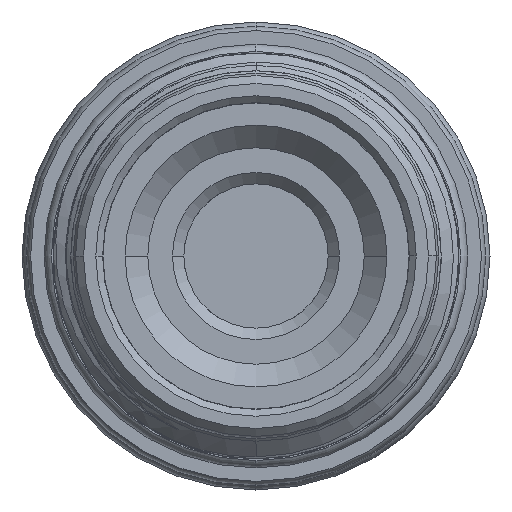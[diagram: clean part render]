
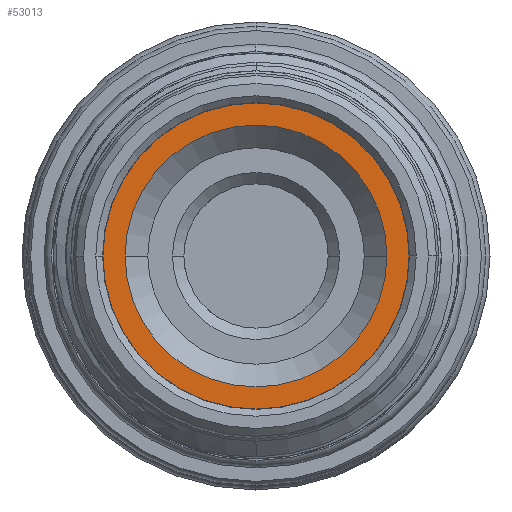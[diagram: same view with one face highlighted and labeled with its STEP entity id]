
A CAD part, left-side view. The second image highlights one B-rep face of the part: STEP entity #53013.
In plain terms, the highlighted planar face has unit normal (-1, 0, 0).
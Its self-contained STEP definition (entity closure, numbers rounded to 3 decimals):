
#242 = CIRCLE ( 'NONE', #33509, 11.525 ) ;
#2197 = CARTESIAN_POINT ( 'NONE',  ( -29.508, 11.525, 0. ) ) ;
#4315 = AXIS2_PLACEMENT_3D ( 'NONE', #9428, #44624, #49660 ) ;
#5519 = EDGE_CURVE ( 'NONE', #28164, #42170, #242, .T. ) ;
#9428 = CARTESIAN_POINT ( 'NONE',  ( -29.508, 0., 0. ) ) ;
#11495 = CIRCLE ( 'NONE', #4315, 13.47 ) ;
#13645 = EDGE_CURVE ( 'NONE', #42170, #28164, #19854, .T. ) ;
#13834 = DIRECTION ( 'NONE',  ( 1., 0., 0. ) ) ;
#15439 = DIRECTION ( 'NONE',  ( 0., -1., 0. ) ) ;
#19026 = CARTESIAN_POINT ( 'NONE',  ( -29.508, 13.47, 0. ) ) ;
#19149 = CARTESIAN_POINT ( 'NONE',  ( -29.508, 0., 0. ) ) ;
#19220 = CARTESIAN_POINT ( 'NONE',  ( -29.508, 0., -13.47 ) ) ;
#19854 = CIRCLE ( 'NONE', #60291, 11.525 ) ;
#20251 = VERTEX_POINT ( 'NONE', #52154 ) ;
#20723 = DIRECTION ( 'NONE',  ( 1., 0., 0. ) ) ;
#20944 = CARTESIAN_POINT ( 'NONE',  ( -29.508, 0., 0. ) ) ;
#23608 = DIRECTION ( 'NONE',  ( 1., 0., 0. ) ) ;
#28164 = VERTEX_POINT ( 'NONE', #2197 ) ;
#29403 = DIRECTION ( 'NONE',  ( 0., -1., 0. ) ) ;
#29629 = DIRECTION ( 'NONE',  ( 1., 0., 0. ) ) ;
#33509 = AXIS2_PLACEMENT_3D ( 'NONE', #19149, #23608, #39201 ) ;
#35892 = EDGE_LOOP ( 'NONE', ( #46891, #59492 ) ) ;
#36134 = EDGE_LOOP ( 'NONE', ( #38219, #44249 ) ) ;
#36171 = VERTEX_POINT ( 'NONE', #19026 ) ;
#37226 = CARTESIAN_POINT ( 'NONE',  ( -29.508, -11.525, 0. ) ) ;
#37644 = CIRCLE ( 'NONE', #40089, 13.47 ) ;
#38219 = ORIENTED_EDGE ( 'NONE', *, *, #5519, .T. ) ;
#38267 = FACE_BOUND ( 'NONE', #36134, .T. ) ;
#38922 = CARTESIAN_POINT ( 'NONE',  ( -29.508, 0., 0. ) ) ;
#39201 = DIRECTION ( 'NONE',  ( 0., -1., 0. ) ) ;
#40089 = AXIS2_PLACEMENT_3D ( 'NONE', #38922, #13834, #49015 ) ;
#40155 = PLANE ( 'NONE',  #54481 ) ;
#42170 = VERTEX_POINT ( 'NONE', #37226 ) ;
#44249 = ORIENTED_EDGE ( 'NONE', *, *, #13645, .T. ) ;
#44624 = DIRECTION ( 'NONE',  ( 1., 0., 0. ) ) ;
#46891 = ORIENTED_EDGE ( 'NONE', *, *, #52215, .F. ) ;
#48474 = FACE_OUTER_BOUND ( 'NONE', #35892, .T. ) ;
#49015 = DIRECTION ( 'NONE',  ( 0., -1., 0. ) ) ;
#49269 = EDGE_CURVE ( 'NONE', #36171, #20251, #37644, .T. ) ;
#49660 = DIRECTION ( 'NONE',  ( 0., -1., 0. ) ) ;
#52154 = CARTESIAN_POINT ( 'NONE',  ( -29.508, -13.47, 0. ) ) ;
#52215 = EDGE_CURVE ( 'NONE', #20251, #36171, #11495, .T. ) ;
#53013 = ADVANCED_FACE ( 'NONE', ( #38267, #48474 ), #40155, .F. ) ;
#54481 = AXIS2_PLACEMENT_3D ( 'NONE', #19220, #29629, #29403 ) ;
#59492 = ORIENTED_EDGE ( 'NONE', *, *, #49269, .F. ) ;
#60291 = AXIS2_PLACEMENT_3D ( 'NONE', #20944, #20723, #15439 ) ;
